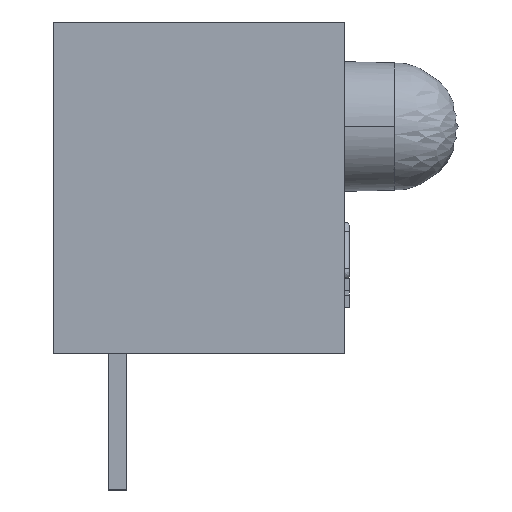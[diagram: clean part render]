
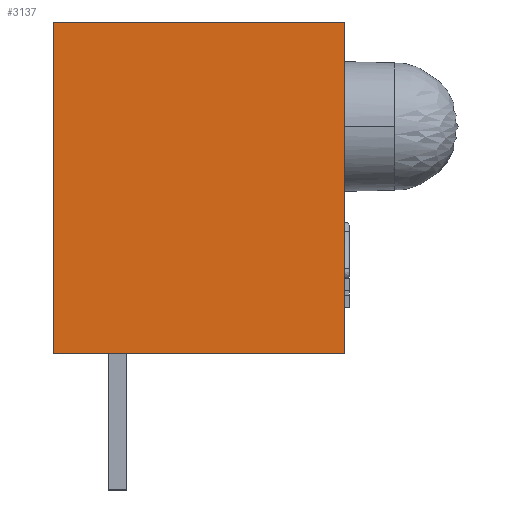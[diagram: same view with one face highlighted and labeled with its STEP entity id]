
A CAD part, left-side view. The second image highlights one B-rep face of the part: STEP entity #3137.
In plain terms, the highlighted planar face has unit normal (-1, 0, 0).
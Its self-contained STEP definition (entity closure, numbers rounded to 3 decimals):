
#3137=ADVANCED_FACE('',(#3564),#15430,.T.);
#3564=FACE_OUTER_BOUND('',#3989,.T.);
#3989=EDGE_LOOP('',(#4665,#4666,#4667,#4668));
#4665=ORIENTED_EDGE('',*,*,#11200,.T.);
#4666=ORIENTED_EDGE('',*,*,#11201,.T.);
#4667=ORIENTED_EDGE('',*,*,#11202,.T.);
#4668=ORIENTED_EDGE('',*,*,#11203,.T.);
#6443=PCURVE('',#15430,#8221);
#6444=PCURVE('',#15430,#8222);
#6445=PCURVE('',#15430,#8223);
#6446=PCURVE('',#15430,#8224);
#6460=PCURVE('',#15460,#8238);
#6692=PCURVE('',#15433,#8470);
#6739=PCURVE('',#15431,#8517);
#6759=PCURVE('',#15468,#8537);
#8221=DEFINITIONAL_REPRESENTATION('',(#12651),#29382);
#8222=DEFINITIONAL_REPRESENTATION('',(#12653),#29382);
#8223=DEFINITIONAL_REPRESENTATION('',(#12655),#29382);
#8224=DEFINITIONAL_REPRESENTATION('',(#12657),#29382);
#8238=DEFINITIONAL_REPRESENTATION('',(#12681),#29382);
#8470=DEFINITIONAL_REPRESENTATION('',(#13014),#29382);
#8517=DEFINITIONAL_REPRESENTATION('',(#13076),#29382);
#8537=DEFINITIONAL_REPRESENTATION('',(#13097),#29382);
#9894=SURFACE_CURVE('',#12650,(#6443,#6460),.PCURVE_S1.);
#9895=SURFACE_CURVE('',#12652,(#6444,#6739),.PCURVE_S1.);
#9896=SURFACE_CURVE('',#12654,(#6445,#6759),.PCURVE_S1.);
#9897=SURFACE_CURVE('',#12656,(#6446,#6692),.PCURVE_S1.);
#11200=EDGE_CURVE('',#14530,#14531,#9894,.T.);
#11201=EDGE_CURVE('',#14531,#14532,#9895,.T.);
#11202=EDGE_CURVE('',#14532,#14533,#9896,.T.);
#11203=EDGE_CURVE('',#14533,#14530,#9897,.T.);
#12650=B_SPLINE_CURVE_WITH_KNOTS('',1,(#19385,#19386),.UNSPECIFIED.,.F.,
 .F.,(2,2),(0.,7.3),.UNSPECIFIED.);
#12651=B_SPLINE_CURVE_WITH_KNOTS('',1,(#19387,#19388),.UNSPECIFIED.,.F.,
 .F.,(2,2),(0.,7.3),.UNSPECIFIED.);
#12652=B_SPLINE_CURVE_WITH_KNOTS('',1,(#19389,#19390),.UNSPECIFIED.,.F.,
 .F.,(2,2),(0.,6.4),.UNSPECIFIED.);
#12653=B_SPLINE_CURVE_WITH_KNOTS('',1,(#19391,#19392),.UNSPECIFIED.,.F.,
 .F.,(2,2),(0.,6.4),.UNSPECIFIED.);
#12654=B_SPLINE_CURVE_WITH_KNOTS('',1,(#19393,#19394),.UNSPECIFIED.,.F.,
 .F.,(2,2),(-7.3,0.),.UNSPECIFIED.);
#12655=B_SPLINE_CURVE_WITH_KNOTS('',1,(#19395,#19396),.UNSPECIFIED.,.F.,
 .F.,(2,2),(-7.3,0.),.UNSPECIFIED.);
#12656=B_SPLINE_CURVE_WITH_KNOTS('',1,(#19397,#19398),.UNSPECIFIED.,.F.,
 .F.,(2,2),(-6.4,0.),.UNSPECIFIED.);
#12657=B_SPLINE_CURVE_WITH_KNOTS('',1,(#19399,#19400),.UNSPECIFIED.,.F.,
 .F.,(2,2),(-6.4,0.),.UNSPECIFIED.);
#12681=B_SPLINE_CURVE_WITH_KNOTS('',1,(#19451,#19452),.UNSPECIFIED.,.F.,
 .F.,(2,2),(0.,7.3),.UNSPECIFIED.);
#13014=B_SPLINE_CURVE_WITH_KNOTS('',1,(#20369,#20370),.UNSPECIFIED.,.F.,
 .F.,(2,2),(-6.4,0.),.UNSPECIFIED.);
#13076=B_SPLINE_CURVE_WITH_KNOTS('',1,(#20501,#20502),.UNSPECIFIED.,.F.,
 .F.,(2,2),(0.,6.4),.UNSPECIFIED.);
#13097=B_SPLINE_CURVE_WITH_KNOTS('',1,(#20555,#20556),.UNSPECIFIED.,.F.,
 .F.,(2,2),(-7.3,0.),.UNSPECIFIED.);
#14530=VERTEX_POINT('',#19270);
#14531=VERTEX_POINT('',#19271);
#14532=VERTEX_POINT('',#19272);
#14533=VERTEX_POINT('',#19273);
#15430=PLANE('',#15554);
#15431=PLANE('',#15555);
#15433=PLANE('',#15557);
#15460=PLANE('',#15584);
#15468=PLANE('',#15592);
#15554=AXIS2_PLACEMENT_3D('',#19088,#15662,$);
#15555=AXIS2_PLACEMENT_3D('',#19089,#15663,$);
#15557=AXIS2_PLACEMENT_3D('',#19091,#15665,$);
#15584=AXIS2_PLACEMENT_3D('',#19200,#15692,$);
#15592=AXIS2_PLACEMENT_3D('',#19208,#15700,$);
#15662=DIRECTION('',(-1.,0.,0.));
#15663=DIRECTION('',(0.,0.,1.));
#15665=DIRECTION('',(0.,0.,-1.));
#15692=DIRECTION('',(0.,-1.,0.));
#15700=DIRECTION('',(0.,1.,0.));
#19088=CARTESIAN_POINT('',(-2.25,0.,0.));
#19089=CARTESIAN_POINT('',(-2.25,0.,7.3));
#19091=CARTESIAN_POINT('',(2.25,0.,0.));
#19200=CARTESIAN_POINT('',(-2.25,0.,0.));
#19208=CARTESIAN_POINT('',(-2.25,6.4,0.));
#19270=CARTESIAN_POINT('',(-2.25,0.,0.));
#19271=CARTESIAN_POINT('',(-2.25,0.,7.3));
#19272=CARTESIAN_POINT('',(-2.25,6.4,7.3));
#19273=CARTESIAN_POINT('',(-2.25,6.4,0.));
#19385=CARTESIAN_POINT('',(-2.25,0.,0.));
#19386=CARTESIAN_POINT('',(-2.25,0.,7.3));
#19387=CARTESIAN_POINT('',(0.,0.));
#19388=CARTESIAN_POINT('',(7.3,0.));
#19389=CARTESIAN_POINT('',(-2.25,0.,7.3));
#19390=CARTESIAN_POINT('',(-2.25,6.4,7.3));
#19391=CARTESIAN_POINT('',(7.3,0.));
#19392=CARTESIAN_POINT('',(7.3,6.4));
#19393=CARTESIAN_POINT('',(-2.25,6.4,7.3));
#19394=CARTESIAN_POINT('',(-2.25,6.4,0.));
#19395=CARTESIAN_POINT('',(7.3,6.4));
#19396=CARTESIAN_POINT('',(0.,6.4));
#19397=CARTESIAN_POINT('',(-2.25,6.4,0.));
#19398=CARTESIAN_POINT('',(-2.25,0.,0.));
#19399=CARTESIAN_POINT('',(0.,6.4));
#19400=CARTESIAN_POINT('',(0.,0.));
#19451=CARTESIAN_POINT('',(0.,0.));
#19452=CARTESIAN_POINT('',(0.,7.3));
#20369=CARTESIAN_POINT('',(23.6,6.4));
#20370=CARTESIAN_POINT('',(23.6,0.));
#20501=CARTESIAN_POINT('',(7.3,0.));
#20502=CARTESIAN_POINT('',(7.3,6.4));
#20555=CARTESIAN_POINT('',(7.3,0.));
#20556=CARTESIAN_POINT('',(0.,0.));
#29382=(
GEOMETRIC_REPRESENTATION_CONTEXT(2)
PARAMETRIC_REPRESENTATION_CONTEXT()
REPRESENTATION_CONTEXT('pspace','')
);
